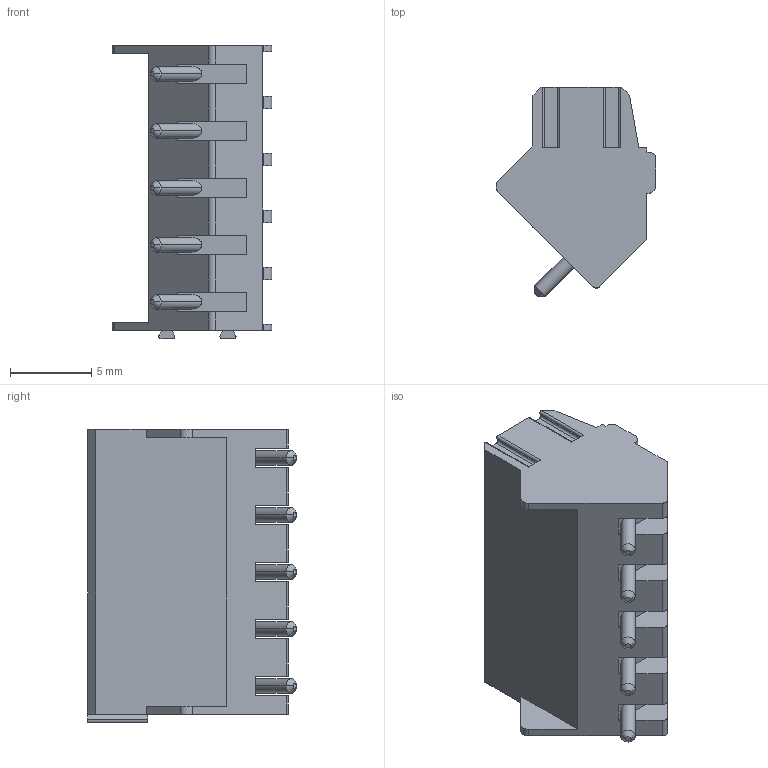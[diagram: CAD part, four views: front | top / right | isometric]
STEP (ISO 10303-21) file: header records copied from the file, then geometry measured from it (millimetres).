
FILE_DESCRIPTION((''),'2;1');
FILE_NAME('TL012A-XXP-XS','2025-04-06T',('sj'),(''),'PRO/ENGINEER BY PARAMETRIC TECHNOLOGY CORPORATION, 2013240','PRO/ENGINEER BY PARAMETRIC TECHNOLOGY CORPORATION, 2013240','');
FILE_SCHEMA(('AUTOMOTIVE_DESIGN_CC2 { 1 2 10303 214 -1 1 5 2 }'));
Length unit declared in the file: millimetre
Products named in the file (1): TL012A-XXP-XS
Bounding box: 9.81 x 12.83 x 18 mm (x, y, z)
Volume: 1024.4 mm3; surface area: 1404 mm2
Topology: 1 solids, 1 shells, 357 faces, 970 edges, 630 vertices
Faces by surface type: plane 210, cylinder 107, cone 30, torus 10
Entity records: 11533 total; most frequent: CARTESIAN_POINT 2342, ORIENTED_EDGE 1940, DIRECTION 1908, EDGE_CURVE 970, VECTOR 666, LINE 666, VERTEX_POINT 630, AXIS2_PLACEMENT_3D 621
